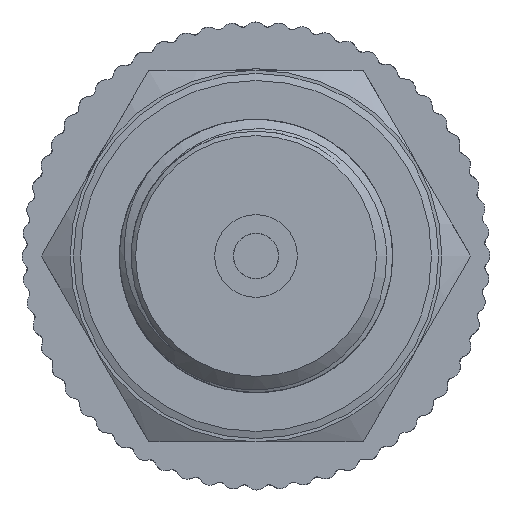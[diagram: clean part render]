
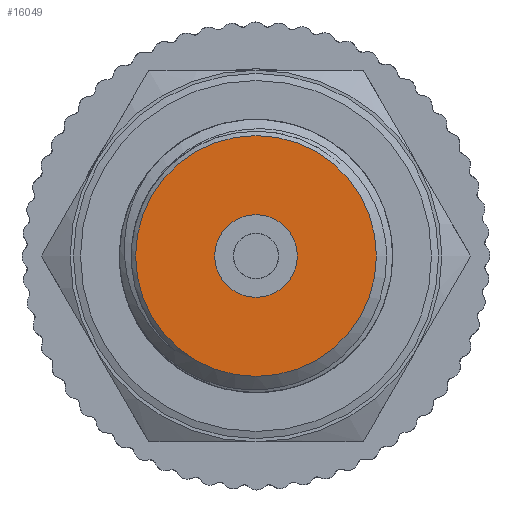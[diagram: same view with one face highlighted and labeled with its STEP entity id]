
A CAD part, left-side view. The second image highlights one B-rep face of the part: STEP entity #16049.
In plain terms, the highlighted conical face has half-angle 90 degrees and reference radius 5.875 mm.
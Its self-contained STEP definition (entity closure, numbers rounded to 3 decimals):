
#932=CONICAL_SURFACE('',#16920,5.875,1.571);
#1286=FACE_OUTER_BOUND('',#2215,.T.);
#2215=EDGE_LOOP('',(#12391,#12392,#12393,#12394));
#2934=CIRCLE('',#16919,3.);
#2935=CIRCLE('',#16921,8.75);
#4468=LINE('',#40374,#5643);
#5643=VECTOR('',#18320,5.875);
#7050=VERTEX_POINT('',#40369);
#7051=VERTEX_POINT('',#40373);
#9008=EDGE_CURVE('',#7050,#7050,#2934,.T.);
#9010=EDGE_CURVE('',#7050,#7051,#4468,.T.);
#9011=EDGE_CURVE('',#7051,#7051,#2935,.T.);
#12391=ORIENTED_EDGE('',*,*,#9008,.T.);
#12392=ORIENTED_EDGE('',*,*,#9010,.T.);
#12393=ORIENTED_EDGE('',*,*,#9011,.F.);
#12394=ORIENTED_EDGE('',*,*,#9010,.F.);
#16049=ADVANCED_FACE('',(#1286),#932,.F.);
#16919=AXIS2_PLACEMENT_3D('',#40370,#18315,#18316);
#16920=AXIS2_PLACEMENT_3D('',#40372,#18318,#18319);
#16921=AXIS2_PLACEMENT_3D('',#40375,#18321,#18322);
#18315=DIRECTION('center_axis',(1.,0.,0.));
#18316=DIRECTION('ref_axis',(0.,0.,-1.));
#18318=DIRECTION('center_axis',(-1.,0.,0.));
#18319=DIRECTION('ref_axis',(0.,1.,0.));
#18320=DIRECTION('',(0.,-1.,0.));
#18321=DIRECTION('center_axis',(1.,0.,0.));
#18322=DIRECTION('ref_axis',(0.,0.,-1.));
#40369=CARTESIAN_POINT('',(-67.,-3.,0.));
#40370=CARTESIAN_POINT('Origin',(-67.,0.,0.));
#40372=CARTESIAN_POINT('Origin',(-67.,0.,0.));
#40373=CARTESIAN_POINT('',(-67.,-8.75,0.));
#40374=CARTESIAN_POINT('',(-67.,-5.875,0.));
#40375=CARTESIAN_POINT('Origin',(-67.,0.,0.));
